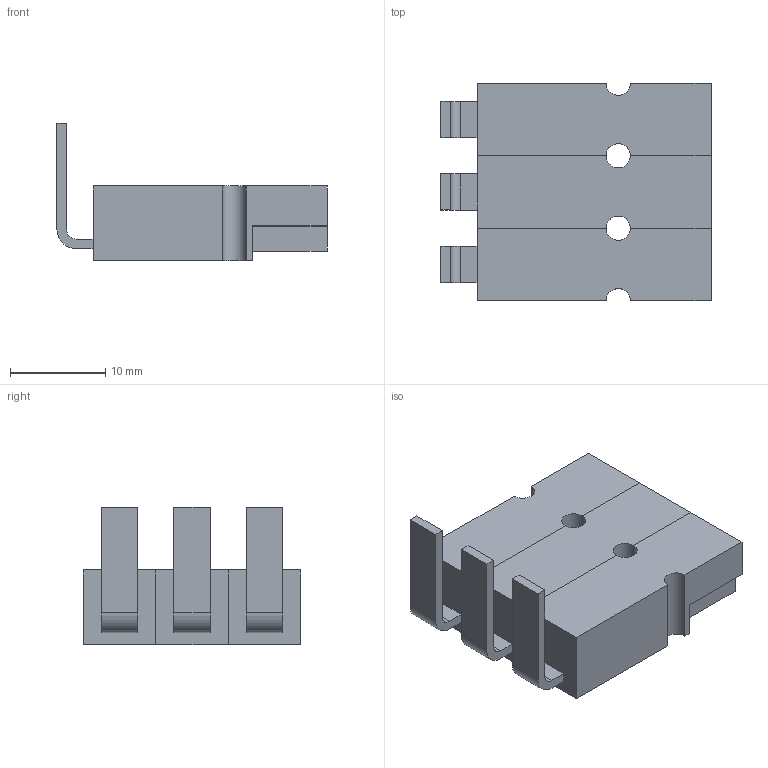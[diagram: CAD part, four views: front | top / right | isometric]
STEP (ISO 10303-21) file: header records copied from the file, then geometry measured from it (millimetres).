
FILE_DESCRIPTION(/* description */ (''),/* implementation_level */ '2;1');
FILE_NAME(/* name */ '408-03-01.stp',/* time_stamp */ '2018-12-25T18:05:11-06:00',/* author */ (''),/* organization */ (''),/* preprocessor_version */ 'ST-DEVELOPER v16.7',/* originating_system */ 'SIEMENS PLM Software NX 12.0',/* authorisation */ '');
FILE_SCHEMA (('AUTOMOTIVE_DESIGN { 1 0 10303 214 3 1 1 1 }'));
Length unit declared in the file: inch
Products named in the file (1): 408-03-01
Bounding box: 28.45 x 22.86 x 14.48 mm (x, y, z)
Volume: 3747.5 mm3; surface area: 3559.9 mm2
Topology: 3 solids, 3 shells, 102 faces, 270 edges, 180 vertices
Faces by surface type: plane 90, cylinder 12
Entity records: 3851 total; most frequent: CARTESIAN_POINT 553, ORIENTED_EDGE 540, DIRECTION 500, EDGE_CURVE 270, LINE 246, VECTOR 246, VERTEX_POINT 180, AXIS2_PLACEMENT_3D 127
